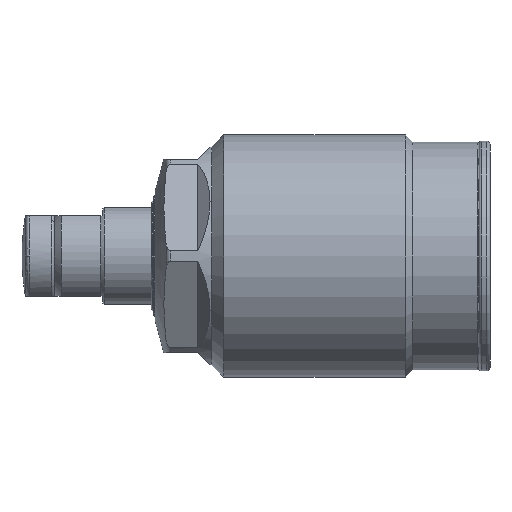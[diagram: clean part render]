
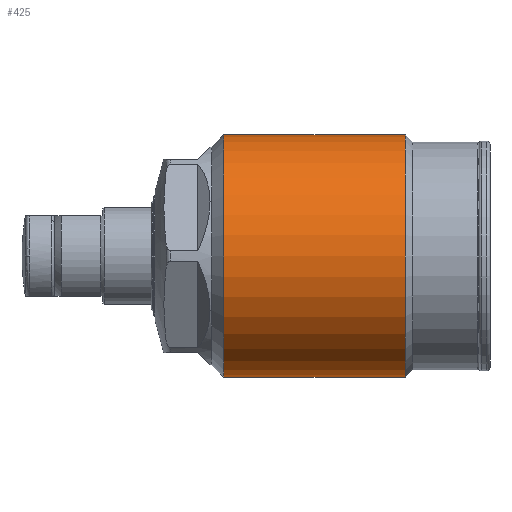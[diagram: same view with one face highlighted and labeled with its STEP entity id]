
A CAD part, left-side view. The second image highlights one B-rep face of the part: STEP entity #425.
In plain terms, the highlighted cylindrical face has radius 15 mm (diameter 30 mm), a partial arc.
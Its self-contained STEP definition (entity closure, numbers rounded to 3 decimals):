
#425=ADVANCED_FACE('',(#631),#547,.T.);
#547=CYLINDRICAL_SURFACE('',#2823,15.);
#631=FACE_OUTER_BOUND('',#795,.T.);
#795=EDGE_LOOP('',(#1424,#1425,#1426,#1427));
#1010=CIRCLE('',#2820,15.);
#1011=CIRCLE('',#2822,15.);
#1424=ORIENTED_EDGE('',*,*,#2187,.T.);
#1425=ORIENTED_EDGE('',*,*,#2274,.T.);
#1426=ORIENTED_EDGE('',*,*,#2189,.F.);
#1427=ORIENTED_EDGE('',*,*,#2273,.F.);
#1942=VERTEX_POINT('',#4166);
#1943=VERTEX_POINT('',#4168);
#1944=VERTEX_POINT('',#4172);
#1945=VERTEX_POINT('',#4174);
#2187=EDGE_CURVE('',#1944,#1942,#2495,.T.);
#2189=EDGE_CURVE('',#1945,#1943,#2496,.T.);
#2273=EDGE_CURVE('',#1944,#1945,#1010,.T.);
#2274=EDGE_CURVE('',#1942,#1943,#1011,.T.);
#2495=LINE('',#4171,#2592);
#2496=LINE('',#4175,#2593);
#2592=VECTOR('',#3243,1.);
#2593=VECTOR('',#3246,1.);
#2820=AXIS2_PLACEMENT_3D('',#4505,#3435,#3436);
#2822=AXIS2_PLACEMENT_3D('',#4507,#3439,#3440);
#2823=AXIS2_PLACEMENT_3D('',#4508,#3441,#3442);
#3243=DIRECTION('',(0.,1.,0.));
#3246=DIRECTION('',(0.,1.,0.));
#3435=DIRECTION('',(0.,-1.,0.));
#3436=DIRECTION('',(0.,0.,-1.));
#3439=DIRECTION('',(0.,-1.,0.));
#3440=DIRECTION('',(0.,0.,-1.));
#3441=DIRECTION('',(0.,-1.,0.));
#3442=DIRECTION('',(0.,0.,-1.));
#4166=CARTESIAN_POINT('',(37.168,38.122,15.));
#4168=CARTESIAN_POINT('',(37.168,38.122,-15.));
#4171=CARTESIAN_POINT('',(37.168,1.788,15.));
#4172=CARTESIAN_POINT('',(37.168,15.622,15.));
#4174=CARTESIAN_POINT('',(37.168,15.622,-15.));
#4175=CARTESIAN_POINT('',(37.168,1.788,-15.));
#4505=CARTESIAN_POINT('',(37.168,15.622,0.));
#4507=CARTESIAN_POINT('',(37.168,38.122,0.));
#4508=CARTESIAN_POINT('',(37.168,1.788,0.));
